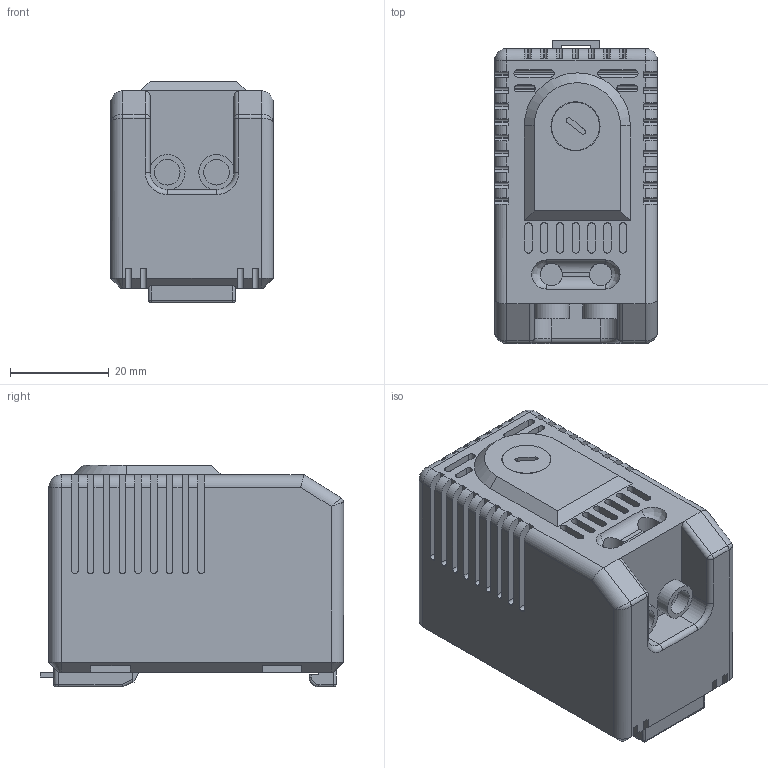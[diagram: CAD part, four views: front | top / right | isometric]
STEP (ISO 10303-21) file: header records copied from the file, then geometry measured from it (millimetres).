
FILE_DESCRIPTION(/* description */ (''),/* implementation_level */ '2;1');
FILE_NAME(/* name */ '1.stp',/* time_stamp */ '2023-12-14T11:07:54+08:00',/* author */ (''),/* organization */ (''),/* preprocessor_version */ 'ST-DEVELOPER v16.7',/* originating_system */ 'SIEMENS PLM Software NX 12.0',/* authorisation */ '');
FILE_SCHEMA (('AP203_CONFIGURATION_CONTROLLED_3D_DESIGN_OF_MECHANICAL_PARTS_AND_ASSEMBLIES_MIM_LF { 1 0 10303 403 2 1 2}'));
Length unit declared in the file: millimetre
Products named in the file (1): 1DF407687mspp
Bounding box: 33.04 x 61.46 x 45 mm (x, y, z)
Volume: 72198.7 mm3; surface area: 19393.3 mm2
Topology: 3 solids, 3 shells, 450 faces, 1216 edges, 782 vertices
Faces by surface type: plane 276, cylinder 153, bspline 6, sphere 6, cone 5, torus 4
Full cylindrical faces by diameter (mm): 4.517 x2, 5.2 x2, 9.766 x1, 9.966 x1
Entity records: 14525 total; most frequent: CARTESIAN_POINT 2980, ORIENTED_EDGE 2400, DIRECTION 2374, EDGE_CURVE 1200, LINE 864, VECTOR 864, VERTEX_POINT 780, AXIS2_PLACEMENT_3D 755
